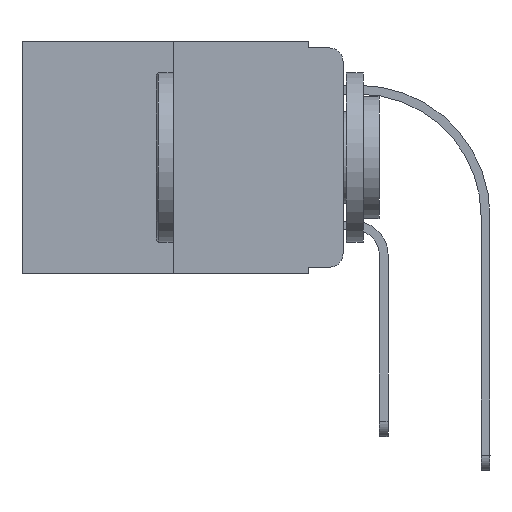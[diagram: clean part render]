
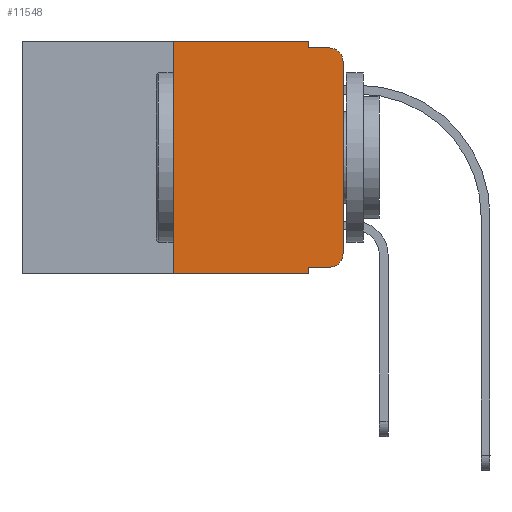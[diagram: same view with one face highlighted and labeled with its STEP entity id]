
A CAD part, left-side view. The second image highlights one B-rep face of the part: STEP entity #11548.
In plain terms, the highlighted planar face has unit normal (-1, 0, 0).
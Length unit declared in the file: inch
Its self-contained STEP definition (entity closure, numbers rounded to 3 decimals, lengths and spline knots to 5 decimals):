
#252 = CARTESIAN_POINT ( 'NONE',  ( 0., 0.051, 0. ) ) ;
#382 = VERTEX_POINT ( 'NONE', #1185 ) ;
#504 = CARTESIAN_POINT ( 'NONE',  ( 0., 0.25, 0. ) ) ;
#814 = DIRECTION ( 'NONE',  ( 0., 0., 1. ) ) ;
#1085 = VERTEX_POINT ( 'NONE', #1757 ) ;
#1168 = DIRECTION ( 'NONE',  ( 0., -1., 0. ) ) ;
#1185 = CARTESIAN_POINT ( 'NONE',  ( 0., 0.25, -0.343 ) ) ;
#1236 = EDGE_CURVE ( 'NONE', #12121, #10019, #13868, .T. ) ;
#1306 = CARTESIAN_POINT ( 'NONE',  ( 0., 0.051, -0.333 ) ) ;
#1757 = CARTESIAN_POINT ( 'NONE',  ( 0., 0., -0.313 ) ) ;
#1767 = CARTESIAN_POINT ( 'NONE',  ( 0., 0., -0.03 ) ) ;
#2103 = CARTESIAN_POINT ( 'NONE',  ( 0., 0.051, -0.01 ) ) ;
#2213 = AXIS2_PLACEMENT_3D ( 'NONE', #7999, #4057, #13539 ) ;
#2592 = EDGE_CURVE ( 'NONE', #12126, #1085, #5356, .T. ) ;
#2820 = DIRECTION ( 'NONE',  ( -1., 0., 0. ) ) ;
#2883 = EDGE_CURVE ( 'NONE', #382, #12121, #3818, .T. ) ;
#3125 = CARTESIAN_POINT ( 'NONE',  ( 0., 0., 0. ) ) ;
#3273 = VECTOR ( 'NONE', #10168, 39.37008 ) ;
#3699 = ORIENTED_EDGE ( 'NONE', *, *, #6332, .F. ) ;
#3818 = LINE ( 'NONE', #12702, #12168 ) ;
#3868 = CIRCLE ( 'NONE', #2213, 0.02 ) ;
#4057 = DIRECTION ( 'NONE',  ( -1., 0., 0. ) ) ;
#4058 = ORIENTED_EDGE ( 'NONE', *, *, #11243, .T. ) ;
#4119 = CARTESIAN_POINT ( 'NONE',  ( 0., 0.02, -0.313 ) ) ;
#4300 = CARTESIAN_POINT ( 'NONE',  ( 0., 0.473, 0. ) ) ;
#4433 = LINE ( 'NONE', #3125, #5137 ) ;
#4868 = LINE ( 'NONE', #9058, #3273 ) ;
#5137 = VECTOR ( 'NONE', #814, 39.37008 ) ;
#5254 = LINE ( 'NONE', #1306, #13431 ) ;
#5324 = PLANE ( 'NONE',  #7135 ) ;
#5356 = CIRCLE ( 'NONE', #8620, 0.02 ) ;
#5480 = EDGE_LOOP ( 'NONE', ( #11977, #4058, #7171, #3699, #7990, #13979, #10494, #10498, #16786, #15917 ) ) ;
#5962 = CARTESIAN_POINT ( 'NONE',  ( 0., 0.02, -0.333 ) ) ;
#6223 = CARTESIAN_POINT ( 'NONE',  ( 0., 0.051, -0.333 ) ) ;
#6266 = DIRECTION ( 'NONE',  ( 0., -1., 0. ) ) ;
#6332 = EDGE_CURVE ( 'NONE', #10019, #15590, #11387, .T. ) ;
#6470 = VERTEX_POINT ( 'NONE', #9440 ) ;
#6510 = DIRECTION ( 'NONE',  ( 0., -1., 0. ) ) ;
#6667 = VECTOR ( 'NONE', #1168, 39.37008 ) ;
#7135 = AXIS2_PLACEMENT_3D ( 'NONE', #4300, #7979, #14715 ) ;
#7171 = ORIENTED_EDGE ( 'NONE', *, *, #16322, .F. ) ;
#7463 = VERTEX_POINT ( 'NONE', #11003 ) ;
#7540 = CARTESIAN_POINT ( 'NONE',  ( 0., 0.051, 0. ) ) ;
#7556 = DIRECTION ( 'NONE',  ( 0., 0., 1. ) ) ;
#7630 = DIRECTION ( 'NONE',  ( 0., 0., -1. ) ) ;
#7655 = EDGE_CURVE ( 'NONE', #382, #6470, #11411, .T. ) ;
#7979 = DIRECTION ( 'NONE',  ( 1., 0., 0. ) ) ;
#7990 = ORIENTED_EDGE ( 'NONE', *, *, #1236, .F. ) ;
#7999 = CARTESIAN_POINT ( 'NONE',  ( 0., 0.02, -0.03 ) ) ;
#8058 = FACE_OUTER_BOUND ( 'NONE', #5480, .T. ) ;
#8604 = DIRECTION ( 'NONE',  ( 0., -1., 0. ) ) ;
#8620 = AXIS2_PLACEMENT_3D ( 'NONE', #4119, #2820, #9345 ) ;
#8852 = CARTESIAN_POINT ( 'NONE',  ( 0., 0.473, -0.343 ) ) ;
#9058 = CARTESIAN_POINT ( 'NONE',  ( 0., 0.051, 0. ) ) ;
#9109 = VECTOR ( 'NONE', #7630, 39.37008 ) ;
#9345 = DIRECTION ( 'NONE',  ( 0., 0., -1. ) ) ;
#9440 = CARTESIAN_POINT ( 'NONE',  ( 0., 0.051, -0.343 ) ) ;
#9829 = VERTEX_POINT ( 'NONE', #6223 ) ;
#10019 = VERTEX_POINT ( 'NONE', #252 ) ;
#10168 = DIRECTION ( 'NONE',  ( 0., 0., -1. ) ) ;
#10494 = ORIENTED_EDGE ( 'NONE', *, *, #7655, .T. ) ;
#10498 = ORIENTED_EDGE ( 'NONE', *, *, #13681, .F. ) ;
#11003 = CARTESIAN_POINT ( 'NONE',  ( 0., 0.02, -0.01 ) ) ;
#11136 = CARTESIAN_POINT ( 'NONE',  ( 0., 0.051, -0.01 ) ) ;
#11243 = EDGE_CURVE ( 'NONE', #12681, #7463, #3868, .T. ) ;
#11387 = LINE ( 'NONE', #7540, #9109 ) ;
#11411 = LINE ( 'NONE', #8852, #6667 ) ;
#11519 = EDGE_CURVE ( 'NONE', #9829, #12126, #5254, .T. ) ;
#11548 = ADVANCED_FACE ( 'NONE', ( #8058 ), #5324, .F. ) ;
#11977 = ORIENTED_EDGE ( 'NONE', *, *, #15115, .T. ) ;
#12121 = VERTEX_POINT ( 'NONE', #504 ) ;
#12126 = VERTEX_POINT ( 'NONE', #5962 ) ;
#12168 = VECTOR ( 'NONE', #7556, 39.37008 ) ;
#12363 = LINE ( 'NONE', #2103, #16058 ) ;
#12681 = VERTEX_POINT ( 'NONE', #1767 ) ;
#12702 = CARTESIAN_POINT ( 'NONE',  ( 0., 0.25, 0. ) ) ;
#13431 = VECTOR ( 'NONE', #6510, 39.37008 ) ;
#13539 = DIRECTION ( 'NONE',  ( 0., 0., -1. ) ) ;
#13681 = EDGE_CURVE ( 'NONE', #9829, #6470, #4868, .T. ) ;
#13868 = LINE ( 'NONE', #16709, #14820 ) ;
#13979 = ORIENTED_EDGE ( 'NONE', *, *, #2883, .F. ) ;
#14715 = DIRECTION ( 'NONE',  ( 0., 0., -1. ) ) ;
#14820 = VECTOR ( 'NONE', #6266, 39.37008 ) ;
#15115 = EDGE_CURVE ( 'NONE', #1085, #12681, #4433, .T. ) ;
#15590 = VERTEX_POINT ( 'NONE', #11136 ) ;
#15917 = ORIENTED_EDGE ( 'NONE', *, *, #2592, .T. ) ;
#16058 = VECTOR ( 'NONE', #8604, 39.37008 ) ;
#16322 = EDGE_CURVE ( 'NONE', #15590, #7463, #12363, .T. ) ;
#16709 = CARTESIAN_POINT ( 'NONE',  ( 0., 0.473, 0. ) ) ;
#16786 = ORIENTED_EDGE ( 'NONE', *, *, #11519, .T. ) ;
